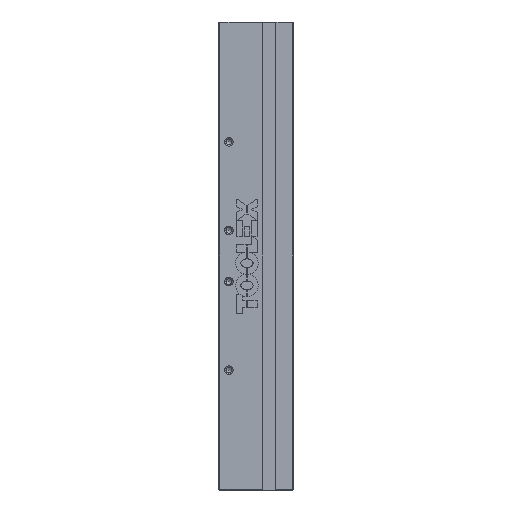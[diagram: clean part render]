
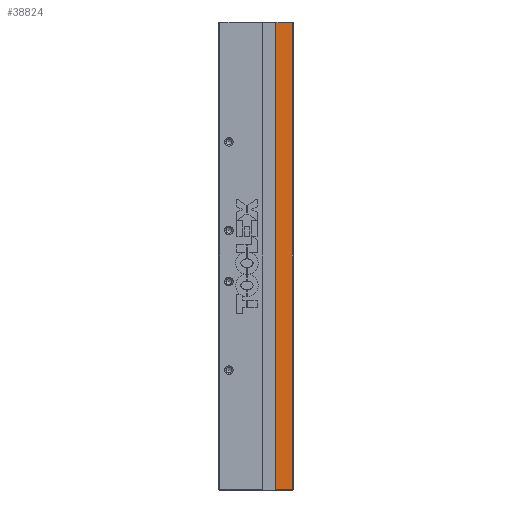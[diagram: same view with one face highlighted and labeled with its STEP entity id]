
A CAD part, left-side view. The second image highlights one B-rep face of the part: STEP entity #38824.
In plain terms, the highlighted planar face has unit normal (-1, 0, 0).
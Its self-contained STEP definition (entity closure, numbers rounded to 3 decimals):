
#2911=LINE('',#55386,#6886);
#2912=LINE('',#55388,#6887);
#2914=LINE('',#55392,#6889);
#2970=LINE('',#55646,#6945);
#6886=VECTOR('',#46101,0.394);
#6887=VECTOR('',#46104,0.394);
#6889=VECTOR('',#46108,0.394);
#6945=VECTOR('',#46404,0.394);
#11133=FACE_OUTER_BOUND('',#13371,.T.);
#13371=EDGE_LOOP('',(#28946,#28947,#28948,#28949));
#16683=VERTEX_POINT('',#55352);
#16684=VERTEX_POINT('',#55357);
#16689=VERTEX_POINT('',#55384);
#16690=VERTEX_POINT('',#55390);
#21086=EDGE_CURVE('',#16689,#16684,#2911,.T.);
#21087=EDGE_CURVE('',#16684,#16683,#2912,.T.);
#21089=EDGE_CURVE('',#16683,#16690,#2914,.T.);
#21211=EDGE_CURVE('',#16689,#16690,#2970,.T.);
#28946=ORIENTED_EDGE('',*,*,#21086,.F.);
#28947=ORIENTED_EDGE('',*,*,#21211,.T.);
#28948=ORIENTED_EDGE('',*,*,#21089,.F.);
#28949=ORIENTED_EDGE('',*,*,#21087,.F.);
#37181=PLANE('',#41810);
#38824=ADVANCED_FACE('',(#11133),#37181,.T.);
#41810=AXIS2_PLACEMENT_3D('',#55889,#46695,#46696);
#46101=DIRECTION('',(0.,-1.,0.));
#46104=DIRECTION('',(0.,0.,-1.));
#46108=DIRECTION('',(0.,1.,0.));
#46404=DIRECTION('',(0.,0.,-1.));
#46695=DIRECTION('center_axis',(-1.,0.,0.));
#46696=DIRECTION('ref_axis',(0.,0.,1.));
#55352=CARTESIAN_POINT('',(0.,0.04,-20.46));
#55357=CARTESIAN_POINT('',(0.,0.04,-0.04));
#55384=CARTESIAN_POINT('',(0.,0.75,-0.04));
#55386=CARTESIAN_POINT('',(0.,2.438,-0.04));
#55388=CARTESIAN_POINT('',(0.,0.04,0.));
#55390=CARTESIAN_POINT('',(0.,0.75,-20.46));
#55392=CARTESIAN_POINT('',(0.,2.438,-20.46));
#55646=CARTESIAN_POINT('',(0.,0.75,0.));
#55889=CARTESIAN_POINT('Origin',(0.,3.25,0.));
